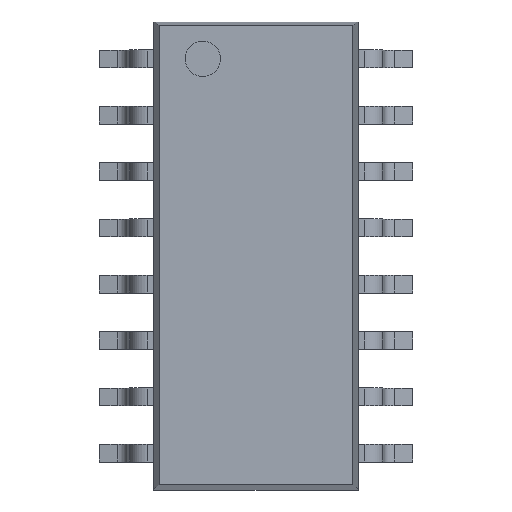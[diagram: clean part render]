
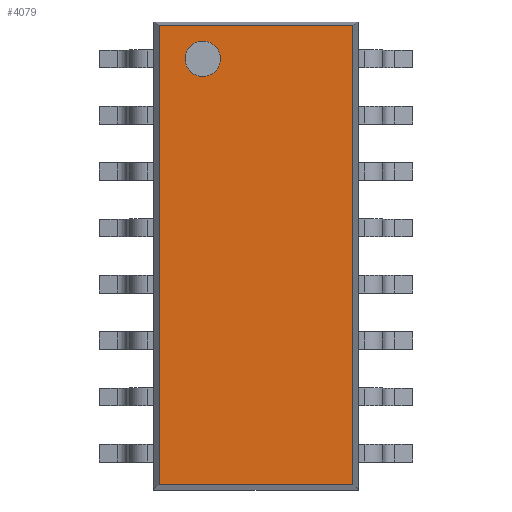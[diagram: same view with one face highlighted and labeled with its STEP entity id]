
A CAD part, top view. The second image highlights one B-rep face of the part: STEP entity #4079.
In plain terms, the highlighted planar face has unit normal (0, 0, 1).
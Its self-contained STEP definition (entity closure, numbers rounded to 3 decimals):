
#43=LINE($,#5966,#521);
#47=LINE($,#5974,#525);
#51=LINE($,#5982,#529);
#52=LINE($,#5983,#530);
#521=VECTOR($,#4744,4.373);
#525=VECTOR($,#4750,10.348);
#529=VECTOR($,#4756,10.348);
#530=VECTOR($,#4757,4.373);
#996=PLANE($,#4356);
#1166=FACE_BOUND($,#1416,.T.);
#1174=FACE_OUTER_BOUND($,#1415,.T.);
#1415=EDGE_LOOP($,(#2815,#2816,#2817,#2818));
#1416=EDGE_LOOP($,(#2819));
#1650=CIRCLE($,#4349,0.4);
#1780=VERTEX_POINT($,#5941);
#1788=VERTEX_POINT($,#5964);
#1789=VERTEX_POINT($,#5965);
#1792=VERTEX_POINT($,#5973);
#1795=VERTEX_POINT($,#5981);
#2184=EDGE_CURVE($,#1780,#1780,#1650,.T.);
#2194=EDGE_CURVE($,#1788,#1789,#43,.F.);
#2198=EDGE_CURVE($,#1792,#1789,#47,.T.);
#2202=EDGE_CURVE($,#1795,#1788,#51,.F.);
#2203=EDGE_CURVE($,#1792,#1795,#52,.F.);
#2815=ORIENTED_EDGE($,*,*,#2194,.F.);
#2816=ORIENTED_EDGE($,*,*,#2202,.F.);
#2817=ORIENTED_EDGE($,*,*,#2203,.F.);
#2818=ORIENTED_EDGE($,*,*,#2198,.T.);
#2819=ORIENTED_EDGE($,*,*,#2184,.T.);
#4079=ADVANCED_FACE($,(#1174,#1166),#996,.T.);
#4349=AXIS2_PLACEMENT_3D($,#5942,#4723,#4724);
#4356=AXIS2_PLACEMENT_3D($,#5980,#4754,#4755);
#4723=DIRECTION('center_axis',(0.,0.,-1.));
#4724=DIRECTION('ref_axis',(1.,0.,0.));
#4744=DIRECTION($,(-1.,0.,0.));
#4750=DIRECTION($,(0.,1.,0.));
#4754=DIRECTION('center_axis',(0.,0.,1.));
#4755=DIRECTION('ref_axis',(1.,0.,0.));
#4756=DIRECTION($,(0.,-1.,0.));
#4757=DIRECTION($,(1.,0.,0.));
#5941=CARTESIAN_POINT('',(-0.799,4.445,2.2));
#5942=CARTESIAN_POINT('Origin',(-1.199,4.445,2.2));
#5964=CARTESIAN_POINT('',(-2.186,5.186,2.2));
#5965=CARTESIAN_POINT('',(2.186,5.186,2.2));
#5966=CARTESIAN_POINT($,(1.649,5.186,2.2));
#5973=CARTESIAN_POINT('',(2.186,-5.162,2.2));
#5974=CARTESIAN_POINT($,(2.186,-5.2,2.2));
#5980=CARTESIAN_POINT('Origin',(2.199,-5.2,2.2));
#5981=CARTESIAN_POINT('',(-2.186,-5.162,2.2));
#5982=CARTESIAN_POINT($,(-2.186,-5.2,2.2));
#5983=CARTESIAN_POINT($,(1.649,-5.162,2.2));
